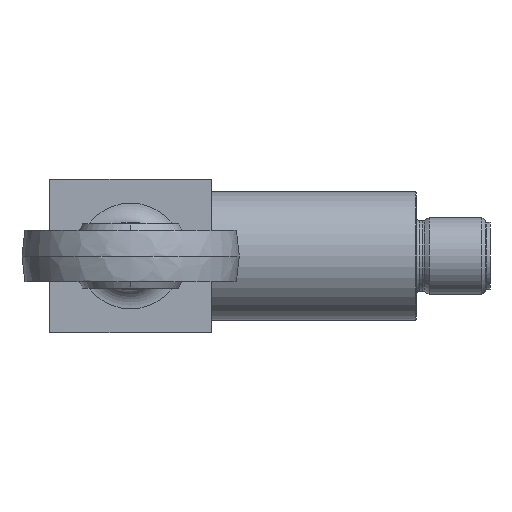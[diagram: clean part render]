
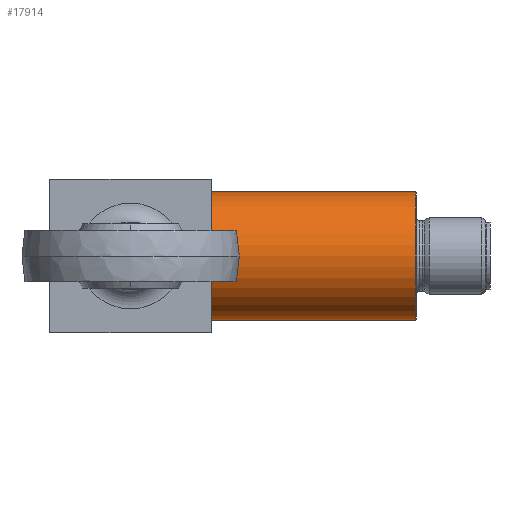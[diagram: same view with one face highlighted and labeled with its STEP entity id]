
A CAD part, front view. The second image highlights one B-rep face of the part: STEP entity #17914.
In plain terms, the highlighted cylindrical face has radius 10 mm (diameter 20 mm), a partial arc.
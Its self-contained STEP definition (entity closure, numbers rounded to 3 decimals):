
#17522=CARTESIAN_POINT('',(0.,36.5,0.));
#17523=DIRECTION('',(0.,1.,0.));
#17524=DIRECTION('',(-1.,0.,0.));
#17525=AXIS2_PLACEMENT_3D('',#17522,#17523,#17524);
#17527=CARTESIAN_POINT('',(0.,4.6,0.));
#17528=DIRECTION('',(0.,1.,0.));
#17529=DIRECTION('',(-1.,0.,0.));
#17530=AXIS2_PLACEMENT_3D('',#17527,#17528,#17529);
#17532=DIRECTION('',(0.,1.,0.));
#17533=VECTOR('',#17532,31.9);
#17534=CARTESIAN_POINT('',(-10.,4.6,0.));
#17535=LINE('',#17534,#17533);
#17546=DIRECTION('',(0.,1.,0.));
#17547=VECTOR('',#17546,31.9);
#17548=CARTESIAN_POINT('',(10.,4.6,0.));
#17549=LINE('',#17548,#17547);
#17710=CARTESIAN_POINT('',(10.,4.6,0.));
#17711=CARTESIAN_POINT('',(-10.,4.6,0.));
#17712=VERTEX_POINT('',#17710);
#17713=VERTEX_POINT('',#17711);
#17726=CARTESIAN_POINT('',(10.,36.5,0.));
#17727=CARTESIAN_POINT('',(-10.,36.5,0.));
#17728=VERTEX_POINT('',#17726);
#17729=VERTEX_POINT('',#17727);
#17900=CARTESIAN_POINT('',(0.,0.,0.));
#17901=DIRECTION('',(0.,1.,0.));
#17902=DIRECTION('',(1.,0.,0.));
#17903=AXIS2_PLACEMENT_3D('',#17900,#17901,#17902);
#17904=CYLINDRICAL_SURFACE('',#17903,10.);
#17905=ORIENTED_EDGE('',*,*,#17894,.T.);
#17907=ORIENTED_EDGE('',*,*,#17906,.F.);
#17909=ORIENTED_EDGE('',*,*,#17908,.F.);
#17911=ORIENTED_EDGE('',*,*,#17910,.T.);
#17912=EDGE_LOOP('',(#17905,#17907,#17909,#17911));
#17913=FACE_OUTER_BOUND('',#17912,.F.);
#17526=CIRCLE('',#17525,10.);
#17531=CIRCLE('',#17530,10.);
#17894=EDGE_CURVE('',#17729,#17728,#17526,.T.);
#17906=EDGE_CURVE('',#17712,#17728,#17549,.T.);
#17908=EDGE_CURVE('',#17713,#17712,#17531,.T.);
#17910=EDGE_CURVE('',#17713,#17729,#17535,.T.);
#17914=ADVANCED_FACE('',(#17913),#17904,.T.);
